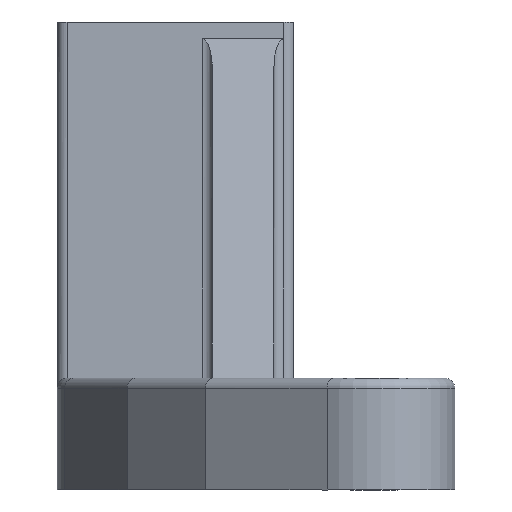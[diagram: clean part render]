
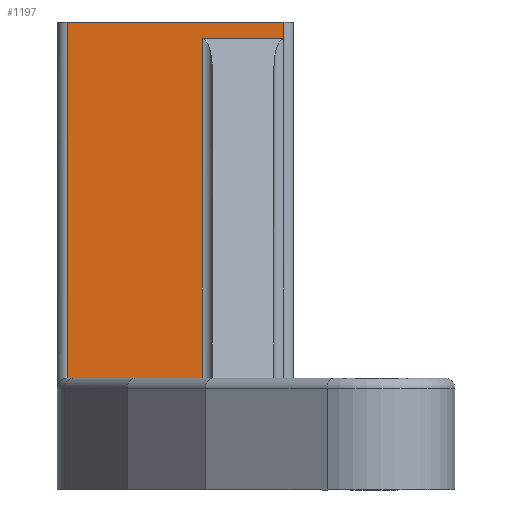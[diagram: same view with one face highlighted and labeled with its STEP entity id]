
A CAD part, front view. The second image highlights one B-rep face of the part: STEP entity #1197.
In plain terms, the highlighted planar face has unit normal (0, -1, 0).
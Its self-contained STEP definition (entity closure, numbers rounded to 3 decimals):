
#77=PLANE('',#1310);
#137=FACE_OUTER_BOUND('',#211,.T.);
#211=EDGE_LOOP('',(#1033,#1034,#1035,#1036,#1037,#1038));
#247=LINE('',#1701,#382);
#270=LINE('',#1757,#405);
#339=LINE('',#1940,#474);
#341=LINE('',#1945,#476);
#342=LINE('',#1947,#477);
#343=LINE('',#1948,#478);
#382=VECTOR('',#1359,10.);
#405=VECTOR('',#1396,10.);
#474=VECTOR('',#1577,10.);
#476=VECTOR('',#1583,10.);
#477=VECTOR('',#1586,10.);
#478=VECTOR('',#1587,10.);
#547=VERTEX_POINT('',#1698);
#548=VERTEX_POINT('',#1700);
#569=VERTEX_POINT('',#1746);
#574=VERTEX_POINT('',#1755);
#631=VERTEX_POINT('',#1937);
#632=VERTEX_POINT('',#1939);
#657=EDGE_CURVE('',#548,#547,#247,.T.);
#685=EDGE_CURVE('',#574,#569,#270,.T.);
#777=EDGE_CURVE('',#631,#632,#339,.F.);
#780=EDGE_CURVE('',#548,#574,#341,.T.);
#781=EDGE_CURVE('',#632,#547,#342,.T.);
#782=EDGE_CURVE('',#631,#569,#343,.T.);
#1033=ORIENTED_EDGE('',*,*,#657,.T.);
#1034=ORIENTED_EDGE('',*,*,#781,.F.);
#1035=ORIENTED_EDGE('',*,*,#777,.F.);
#1036=ORIENTED_EDGE('',*,*,#782,.T.);
#1037=ORIENTED_EDGE('',*,*,#685,.F.);
#1038=ORIENTED_EDGE('',*,*,#780,.F.);
#1197=ADVANCED_FACE('',(#137),#77,.T.);
#1310=AXIS2_PLACEMENT_3D('',#1946,#1584,#1585);
#1359=DIRECTION('',(1.,0.,0.));
#1396=DIRECTION('',(1.,0.,0.));
#1577=DIRECTION('',(1.,0.,0.));
#1583=DIRECTION('',(0.,0.,1.));
#1584=DIRECTION('center_axis',(0.,-1.,0.));
#1585=DIRECTION('ref_axis',(1.,0.,0.));
#1586=DIRECTION('',(0.,0.,-1.));
#1587=DIRECTION('',(0.,0.,1.));
#1698=CARTESIAN_POINT('',(21.133,24.454,-3.757));
#1700=CARTESIAN_POINT('',(14.5,24.454,-3.757));
#1701=CARTESIAN_POINT('',(24.706,24.454,-3.757));
#1746=CARTESIAN_POINT('',(25.133,24.454,13.743));
#1755=CARTESIAN_POINT('',(14.5,24.454,13.743));
#1757=CARTESIAN_POINT('',(14.,24.454,13.743));
#1937=CARTESIAN_POINT('',(25.133,24.454,12.919));
#1939=CARTESIAN_POINT('',(21.133,24.454,12.919));
#1940=CARTESIAN_POINT('',(25.633,24.454,12.919));
#1945=CARTESIAN_POINT('',(14.5,24.454,11.243));
#1946=CARTESIAN_POINT('Origin',(25.633,24.454,10.743));
#1947=CARTESIAN_POINT('',(21.133,24.454,5.868));
#1948=CARTESIAN_POINT('',(25.133,24.454,11.243));
